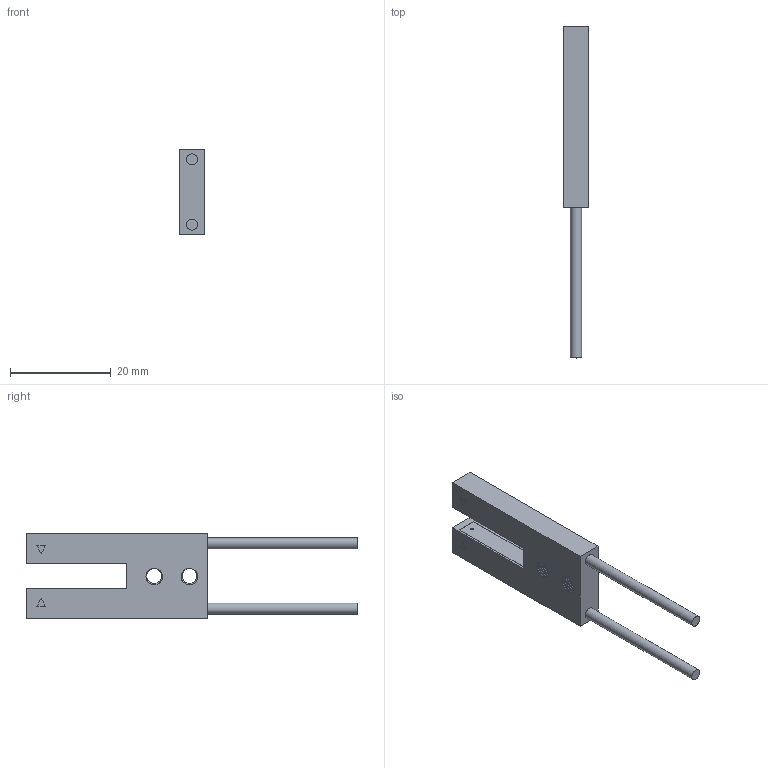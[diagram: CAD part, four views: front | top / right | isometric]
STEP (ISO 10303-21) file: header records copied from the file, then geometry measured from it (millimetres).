
FILE_DESCRIPTION(/* description */ (''),/* implementation_level */ '2;1');
FILE_NAME(/* name */ 'EX-UT0520.stp',/* time_stamp */ '2023-04-10T10:39:00+08:00',/* author */ (''),/* organization */ (''),/* preprocessor_version */ 'ST-DEVELOPER v16.7',/* originating_system */ 'SIEMENS PLM Software NX 12.0',/* authorisation */ '');
FILE_SCHEMA (('AUTOMOTIVE_DESIGN { 1 0 10303 214 3 1 1 1 }'));
Length unit declared in the file: millimetre
Products named in the file (1): EX-UT0520
Bounding box: 5 x 66 x 17 mm (x, y, z)
Volume: 7.4 mm3; surface area: 2570.6 mm2
Topology: 2 solids, 3 shells, 64 faces, 158 edges, 106 vertices
Faces by surface type: plane 44, cylinder 16, bspline 4
Full cylindrical faces by diameter (mm): 0.5 x2, 2.2 x2, 3 x10
Entity records: 5022 total; most frequent: CARTESIAN_POINT 3785, ORIENTED_EDGE 236, DIRECTION 222, EDGE_CURVE 118, LINE 88, VECTOR 88, VERTEX_POINT 82, EDGE_LOOP 74
